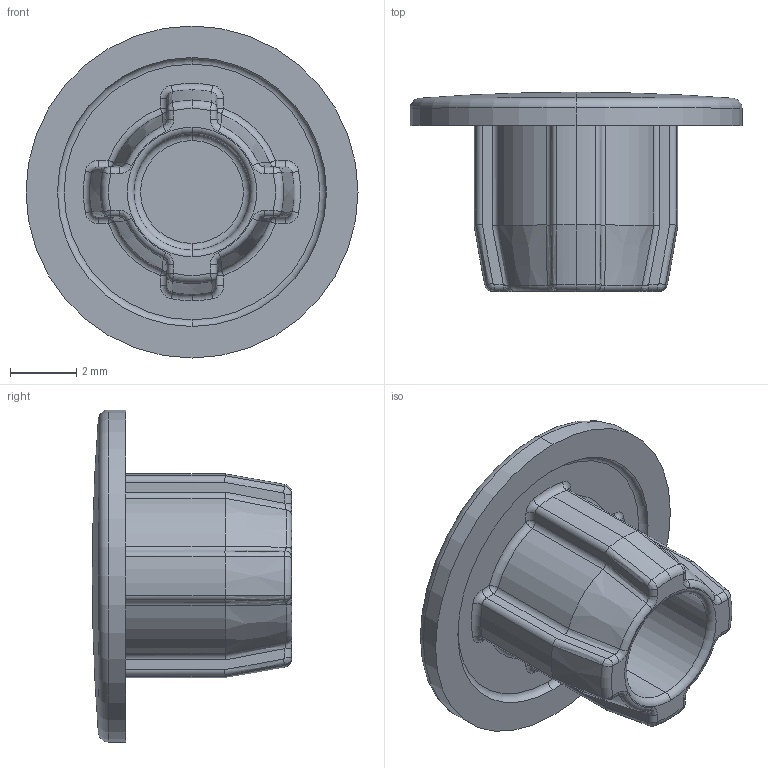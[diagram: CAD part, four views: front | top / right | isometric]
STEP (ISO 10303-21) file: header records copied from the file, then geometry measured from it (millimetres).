
FILE_DESCRIPTION (( 'STEP AP214' ), '1' );
FILE_NAME ('095aia.STEP', '2014-08-14T10:25:26', ( '' ), ( '' ), 'SwSTEP 2.0', 'SolidWorks 2014', '' );
FILE_SCHEMA (( 'AUTOMOTIVE_DESIGN' ));
Length unit declared in the file: millimetre
Products named in the file (1): 095aia
Bounding box: 10 x 6 x 10 mm (x, y, z)
Volume: 127.1 mm3; surface area: 327.9 mm2
Topology: 1 solids, 1 shells, 142 faces, 340 edges, 193 vertices
Faces by surface type: cylinder 45, torus 36, bspline 32, plane 12, cone 9, sphere 8
Entity records: 4576 total; most frequent: CARTESIAN_POINT 1494, ORIENTED_EDGE 660, DIRECTION 636, EDGE_CURVE 330, AXIS2_PLACEMENT_3D 283, VERTEX_POINT 193, CIRCLE 172, EDGE_LOOP 145
